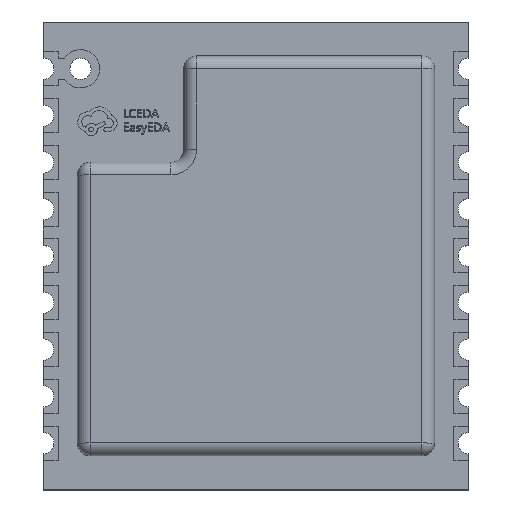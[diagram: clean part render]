
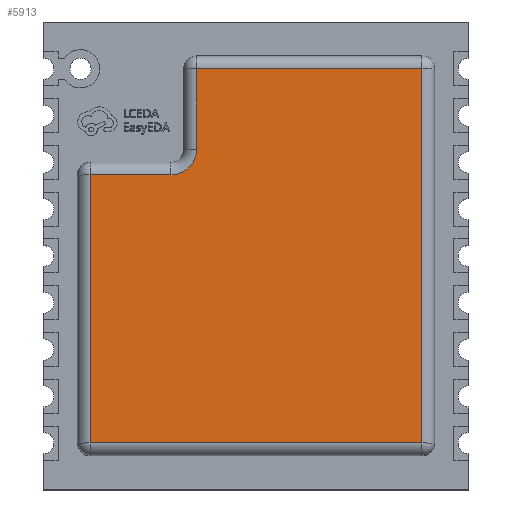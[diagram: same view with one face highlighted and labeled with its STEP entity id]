
A CAD part, top view. The second image highlights one B-rep face of the part: STEP entity #5913.
In plain terms, the highlighted planar face has unit normal (0, 0, 1).
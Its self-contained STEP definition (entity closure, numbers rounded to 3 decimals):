
#83 = CARTESIAN_POINT ( 'NONE',  ( 4.2, -4.4, 2.8 ) ) ;
#540 = LINE ( 'NONE', #7331, #8373 ) ;
#1269 = CIRCLE ( 'NONE', #21669, 0.6 ) ;
#1642 = LINE ( 'NONE', #24098, #17657 ) ;
#2816 = DIRECTION ( 'NONE',  ( 1., 0., 0. ) ) ;
#2987 = DIRECTION ( 'NONE',  ( -1., 0., 0. ) ) ;
#3902 = ORIENTED_EDGE ( 'NONE', *, *, #29031, .F. ) ;
#4356 = CARTESIAN_POINT ( 'NONE',  ( 3.9, 4.7, 2.8 ) ) ;
#5156 = FACE_OUTER_BOUND ( 'NONE', #25133, .T. ) ;
#5454 = VECTOR ( 'NONE', #28902, 1000. ) ;
#5612 = CARTESIAN_POINT ( 'NONE',  ( -1.4, 4.4, 2.8 ) ) ;
#5698 = VERTEX_POINT ( 'NONE', #12756 ) ;
#5782 = VECTOR ( 'NONE', #22837, 1000. ) ;
#5913 = ADVANCED_FACE ( 'NONE', ( #5156 ), #9326, .T. ) ;
#7331 = CARTESIAN_POINT ( 'NONE',  ( -1.4, 2.2, 2.8 ) ) ;
#7733 = LINE ( 'NONE', #21022, #10053 ) ;
#7795 = DIRECTION ( 'NONE',  ( 0., -1., 0. ) ) ;
#7933 = LINE ( 'NONE', #17719, #10448 ) ;
#8272 = ORIENTED_EDGE ( 'NONE', *, *, #14100, .T. ) ;
#8291 = ORIENTED_EDGE ( 'NONE', *, *, #22718, .T. ) ;
#8373 = VECTOR ( 'NONE', #7795, 1000. ) ;
#9326 = PLANE ( 'NONE',  #26033 ) ;
#9890 = VERTEX_POINT ( 'NONE', #16935 ) ;
#10053 = VECTOR ( 'NONE', #2987, 1000. ) ;
#10448 = VECTOR ( 'NONE', #12943, 1000. ) ;
#11623 = VERTEX_POINT ( 'NONE', #5612 ) ;
#12657 = ORIENTED_EDGE ( 'NONE', *, *, #14370, .T. ) ;
#12756 = CARTESIAN_POINT ( 'NONE',  ( -2., 1.9, 2.8 ) ) ;
#12943 = DIRECTION ( 'NONE',  ( 0., -1., 0. ) ) ;
#13956 = EDGE_CURVE ( 'NONE', #17380, #11623, #7733, .T. ) ;
#14100 = EDGE_CURVE ( 'NONE', #5698, #28167, #1642, .T. ) ;
#14370 = EDGE_CURVE ( 'NONE', #16171, #9890, #18338, .T. ) ;
#14654 = ORIENTED_EDGE ( 'NONE', *, *, #13956, .T. ) ;
#15676 = LINE ( 'NONE', #4356, #5454 ) ;
#15953 = ORIENTED_EDGE ( 'NONE', *, *, #16727, .T. ) ;
#16171 = VERTEX_POINT ( 'NONE', #25002 ) ;
#16348 = VERTEX_POINT ( 'NONE', #22011 ) ;
#16498 = DIRECTION ( 'NONE',  ( 0., 0., 1. ) ) ;
#16727 = EDGE_CURVE ( 'NONE', #11623, #16348, #540, .T. ) ;
#16935 = CARTESIAN_POINT ( 'NONE',  ( 3.9, -4.4, 2.8 ) ) ;
#17380 = VERTEX_POINT ( 'NONE', #22705 ) ;
#17657 = VECTOR ( 'NONE', #19803, 1000. ) ;
#17719 = CARTESIAN_POINT ( 'NONE',  ( -3.9, -4.7, 2.8 ) ) ;
#18338 = LINE ( 'NONE', #83, #5782 ) ;
#18404 = CARTESIAN_POINT ( 'NONE',  ( -3.9, 1.9, 2.8 ) ) ;
#19803 = DIRECTION ( 'NONE',  ( -1., 0., 0. ) ) ;
#21022 = CARTESIAN_POINT ( 'NONE',  ( -1.7, 4.4, 2.8 ) ) ;
#21669 = AXIS2_PLACEMENT_3D ( 'NONE', #27808, #16498, #25582 ) ;
#22011 = CARTESIAN_POINT ( 'NONE',  ( -1.4, 2.5, 2.8 ) ) ;
#22705 = CARTESIAN_POINT ( 'NONE',  ( 3.9, 4.4, 2.8 ) ) ;
#22718 = EDGE_CURVE ( 'NONE', #28167, #16171, #7933, .T. ) ;
#22837 = DIRECTION ( 'NONE',  ( 1., 0., 0. ) ) ;
#23354 = CARTESIAN_POINT ( 'NONE',  ( 0., 0., 2.8 ) ) ;
#24098 = CARTESIAN_POINT ( 'NONE',  ( -4.2, 1.9, 2.8 ) ) ;
#24509 = ORIENTED_EDGE ( 'NONE', *, *, #28443, .T. ) ;
#25002 = CARTESIAN_POINT ( 'NONE',  ( -3.9, -4.4, 2.8 ) ) ;
#25133 = EDGE_LOOP ( 'NONE', ( #3902, #8272, #8291, #12657, #24509, #14654, #15953 ) ) ;
#25582 = DIRECTION ( 'NONE',  ( 1., 0., 0. ) ) ;
#26033 = AXIS2_PLACEMENT_3D ( 'NONE', #23354, #27929, #2816 ) ;
#27808 = CARTESIAN_POINT ( 'NONE',  ( -2., 2.5, 2.8 ) ) ;
#27929 = DIRECTION ( 'NONE',  ( 0., 0., 1. ) ) ;
#28167 = VERTEX_POINT ( 'NONE', #18404 ) ;
#28443 = EDGE_CURVE ( 'NONE', #9890, #17380, #15676, .T. ) ;
#28902 = DIRECTION ( 'NONE',  ( 0., 1., 0. ) ) ;
#29031 = EDGE_CURVE ( 'NONE', #5698, #16348, #1269, .T. ) ;
